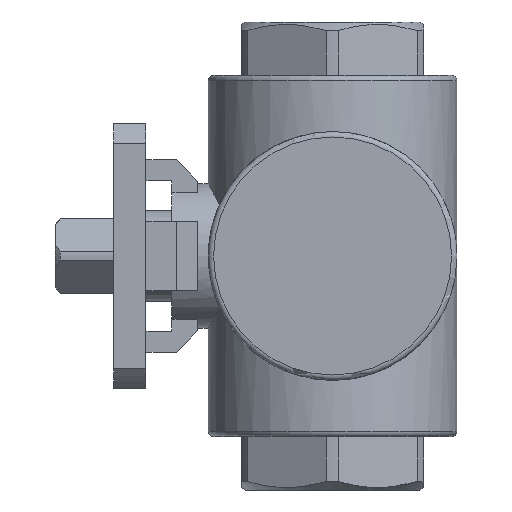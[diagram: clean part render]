
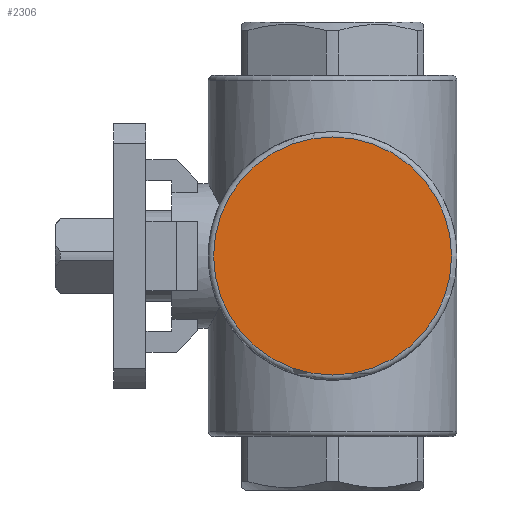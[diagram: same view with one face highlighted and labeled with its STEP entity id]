
A CAD part, left-side view. The second image highlights one B-rep face of the part: STEP entity #2306.
In plain terms, the highlighted planar face has unit normal (-1, 0, 0).
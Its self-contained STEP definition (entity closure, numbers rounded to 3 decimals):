
#36=PLANE('',#2523);
#559=CIRCLE('',#2524,22.25);
#812=ORIENTED_EDGE('',*,*,#1458,.T.);
#1458=EDGE_CURVE('',#1770,#1770,#559,.T.);
#1770=VERTEX_POINT('',#3833);
#1958=EDGE_LOOP('',(#812));
#2131=FACE_BOUND('',#1958,.T.);
#2306=ADVANCED_FACE('',(#2131),#36,.F.);
#2523=AXIS2_PLACEMENT_3D('',#3831,#2954,#2955);
#2524=AXIS2_PLACEMENT_3D('',#3832,#2956,#2957);
#2954=DIRECTION('',(1.,0.,0.));
#2955=DIRECTION('',(0.,1.,0.));
#2956=DIRECTION('',(-1.,0.,0.));
#2957=DIRECTION('',(0.,-1.,0.));
#3831=CARTESIAN_POINT('',(-24.,-22.25,0.));
#3832=CARTESIAN_POINT('',(-24.,0.,0.));
#3833=CARTESIAN_POINT('',(-24.,-22.25,0.));
